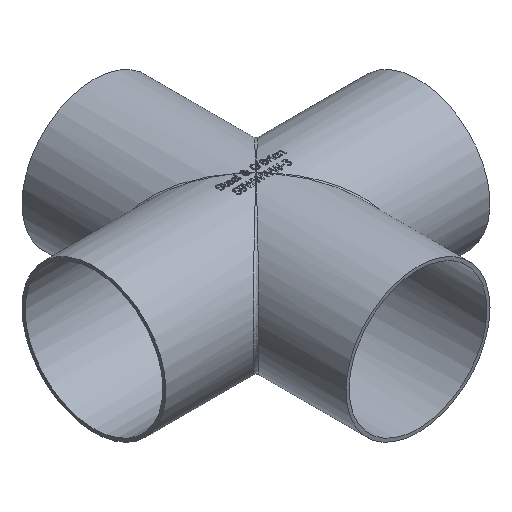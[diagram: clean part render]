
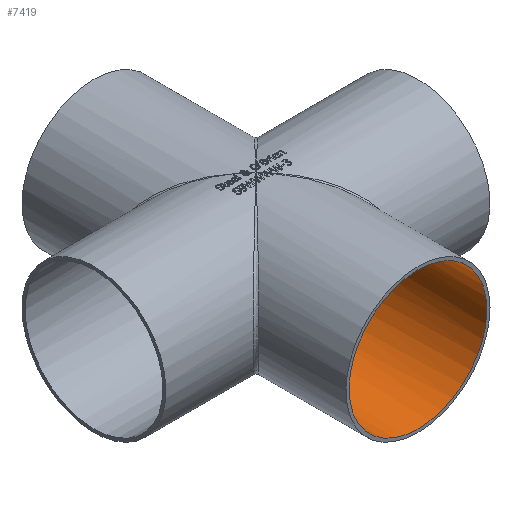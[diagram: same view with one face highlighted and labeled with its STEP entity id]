
A CAD part, isometric view. The second image highlights one B-rep face of the part: STEP entity #7419.
In plain terms, the highlighted cylindrical face has radius 36.449 mm (diameter 72.898 mm), a full revolution.
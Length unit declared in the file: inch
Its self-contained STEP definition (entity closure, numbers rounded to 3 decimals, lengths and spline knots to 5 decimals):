
#45=FACE_BOUND('',#2083,.T.);
#1205=CIRCLE('',#7879,1.435);
#1256=CYLINDRICAL_SURFACE('',#7886,1.435);
#1653=FACE_OUTER_BOUND('',#2082,.T.);
#2082=EDGE_LOOP('',(#6672));
#2083=EDGE_LOOP('',(#6673,#6674));
#2247=ELLIPSE('',#7887,2.0294,1.435);
#2248=ELLIPSE('',#7888,2.0294,1.435);
#3391=VERTEX_POINT('',#16798);
#3395=VERTEX_POINT('',#16934);
#3396=VERTEX_POINT('',#16935);
#4502=EDGE_CURVE('',#3391,#3391,#1205,.T.);
#4508=EDGE_CURVE('',#3395,#3396,#2247,.T.);
#4509=EDGE_CURVE('',#3396,#3395,#2248,.T.);
#6672=ORIENTED_EDGE('',*,*,#4502,.F.);
#6673=ORIENTED_EDGE('',*,*,#4508,.F.);
#6674=ORIENTED_EDGE('',*,*,#4509,.F.);
#7419=ADVANCED_FACE('',(#1653,#45),#1256,.F.);
#7879=AXIS2_PLACEMENT_3D('',#16799,#9244,#9245);
#7886=AXIS2_PLACEMENT_3D('',#16933,#9258,#9259);
#7887=AXIS2_PLACEMENT_3D('',#16936,#9260,#9261);
#7888=AXIS2_PLACEMENT_3D('',#16937,#9262,#9263);
#9244=DIRECTION('center_axis',(0.,1.,0.));
#9245=DIRECTION('ref_axis',(-1.,0.,0.));
#9258=DIRECTION('center_axis',(0.,1.,0.));
#9259=DIRECTION('ref_axis',(-1.,0.,0.));
#9260=DIRECTION('center_axis',(-0.707,-0.707,0.));
#9261=DIRECTION('ref_axis',(-0.707,0.707,0.));
#9262=DIRECTION('center_axis',(0.707,-0.707,0.));
#9263=DIRECTION('ref_axis',(-0.707,-0.707,0.));
#16798=CARTESIAN_POINT('',(1.435,-3.375,0.));
#16799=CARTESIAN_POINT('Origin',(0.,-3.375,0.));
#16933=CARTESIAN_POINT('Origin',(0.,-1.625,0.));
#16934=CARTESIAN_POINT('',(0.,0.,-1.435));
#16935=CARTESIAN_POINT('',(0.,0.,1.435));
#16936=CARTESIAN_POINT('Origin',(0.,0.,0.));
#16937=CARTESIAN_POINT('Origin',(0.,0.,0.));
